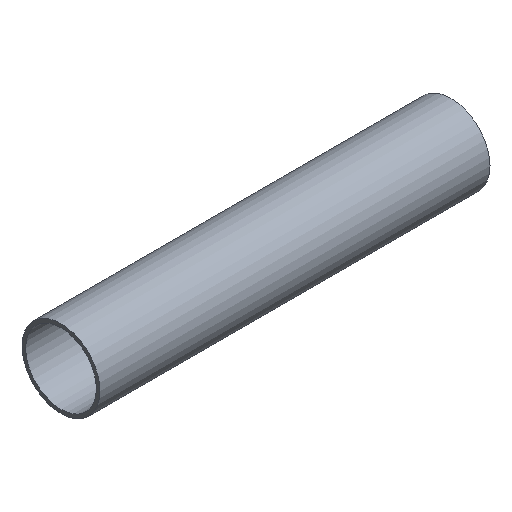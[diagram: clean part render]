
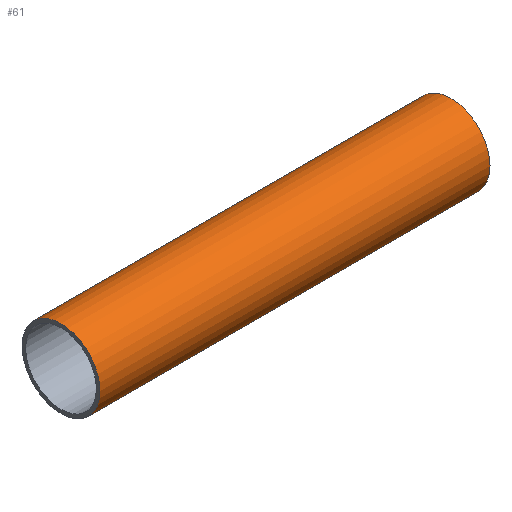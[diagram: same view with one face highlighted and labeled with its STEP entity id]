
A CAD part, isometric view. The second image highlights one B-rep face of the part: STEP entity #61.
In plain terms, the highlighted cylindrical face has radius 8 mm (diameter 16 mm), a full revolution.
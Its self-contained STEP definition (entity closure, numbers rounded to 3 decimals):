
#14=CYLINDRICAL_SURFACE('',#71,8.);
#18=FACE_BOUND('',#29,.T.);
#22=FACE_OUTER_BOUND('',#28,.T.);
#28=EDGE_LOOP('',(#48));
#29=EDGE_LOOP('',(#49));
#32=CIRCLE('',#66,8.);
#34=CIRCLE('',#69,8.);
#36=VERTEX_POINT('',#93);
#38=VERTEX_POINT('',#98);
#40=EDGE_CURVE('',#36,#36,#32,.T.);
#42=EDGE_CURVE('',#38,#38,#34,.T.);
#48=ORIENTED_EDGE('',*,*,#40,.T.);
#49=ORIENTED_EDGE('',*,*,#42,.F.);
#61=ADVANCED_FACE('',(#22,#18),#14,.T.);
#66=AXIS2_PLACEMENT_3D('',#94,#77,#78);
#69=AXIS2_PLACEMENT_3D('',#99,#83,#84);
#71=AXIS2_PLACEMENT_3D('',#102,#87,#88);
#77=DIRECTION('center_axis',(1.,0.,0.));
#78=DIRECTION('ref_axis',(0.,-1.,0.));
#83=DIRECTION('center_axis',(1.,0.,0.));
#84=DIRECTION('ref_axis',(0.,-1.,0.));
#87=DIRECTION('center_axis',(1.,0.,0.));
#88=DIRECTION('ref_axis',(0.,-1.,0.));
#93=CARTESIAN_POINT('',(0.,8.,0.));
#94=CARTESIAN_POINT('Origin',(0.,0.,0.));
#98=CARTESIAN_POINT('',(80.,8.,0.));
#99=CARTESIAN_POINT('Origin',(80.,0.,0.));
#102=CARTESIAN_POINT('Origin',(0.,0.,0.));
